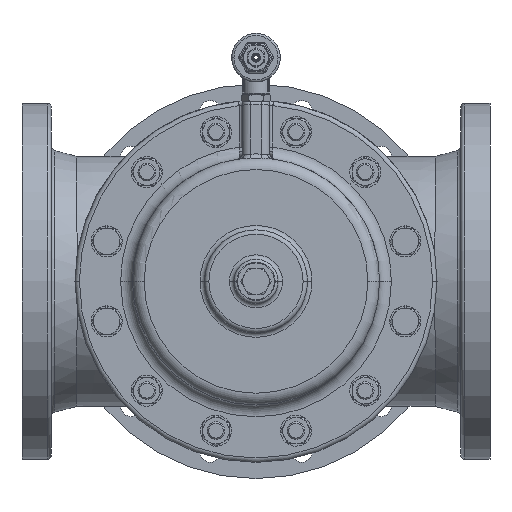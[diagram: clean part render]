
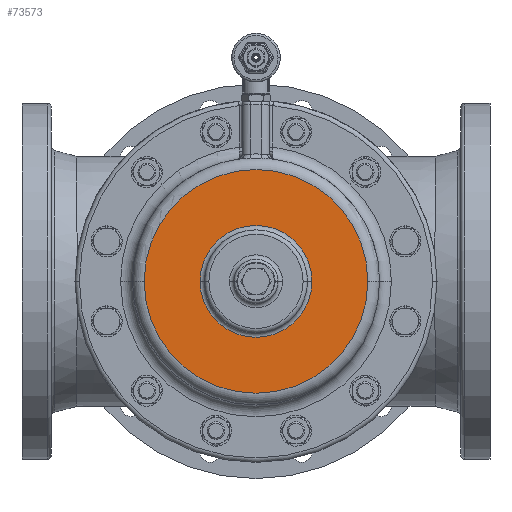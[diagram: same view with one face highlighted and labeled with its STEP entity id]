
A CAD part, front view. The second image highlights one B-rep face of the part: STEP entity #73573.
In plain terms, the highlighted planar face has unit normal (0, -1, 0).
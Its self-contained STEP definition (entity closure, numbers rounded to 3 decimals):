
#1365 = VERTEX_POINT ( 'NONE', #2511 ) ;
#1437 = VERTEX_POINT ( 'NONE', #2788 ) ;
#1567 = VERTEX_POINT ( 'NONE', #2635 ) ;
#1639 = VERTEX_POINT ( 'NONE', #2535 ) ;
#2511 = CARTESIAN_POINT ( 'NONE',  ( -38., -304., 0. ) ) ;
#2535 = CARTESIAN_POINT ( 'NONE',  ( -76., -304., 0. ) ) ;
#2635 = CARTESIAN_POINT ( 'NONE',  ( 76., -304., 0. ) ) ;
#2788 = CARTESIAN_POINT ( 'NONE',  ( 38., -304., 0. ) ) ;
#11382 = CIRCLE ( 'NONE', #52759, 76. ) ;
#11435 = CIRCLE ( 'NONE', #52808, 38. ) ;
#13968 = EDGE_LOOP ( 'NONE', ( #70143, #70144 ) ) ;
#14132 = EDGE_LOOP ( 'NONE', ( #70142, #70097 ) ) ;
#17500 = FACE_BOUND ( 'NONE', #13968, .T. ) ;
#17512 = FACE_OUTER_BOUND ( 'NONE', #14132, .T. ) ;
#18371 = AXIS2_PLACEMENT_3D ( 'NONE', #45802, #45805, #45806 ) ;
#18382 = AXIS2_PLACEMENT_3D ( 'NONE', #45864, #45867, #45868 ) ;
#19010 = CIRCLE ( 'NONE', #18371, 76. ) ;
#19037 = CIRCLE ( 'NONE', #18382, 38. ) ;
#38144 = EDGE_CURVE ( 'NONE', #1639, #1567, #19010, .T. ) ;
#38159 = EDGE_CURVE ( 'NONE', #1365, #1437, #19037, .T. ) ;
#39812 = CARTESIAN_POINT ( 'NONE',  ( 0., -304., 0. ) ) ;
#39815 = DIRECTION ( 'NONE',  ( 0., -1., 0. ) ) ;
#39816 = DIRECTION ( 'NONE',  ( -1., 0., 0. ) ) ;
#45802 = CARTESIAN_POINT ( 'NONE',  ( 0., -304., 0. ) ) ;
#45805 = DIRECTION ( 'NONE',  ( 0., -1., 0. ) ) ;
#45806 = DIRECTION ( 'NONE',  ( -1., 0., 0. ) ) ;
#45864 = CARTESIAN_POINT ( 'NONE',  ( 0., -304., 0. ) ) ;
#45867 = DIRECTION ( 'NONE',  ( 0., 1., 0. ) ) ;
#45868 = DIRECTION ( 'NONE',  ( -1., 0., 0. ) ) ;
#50743 = EDGE_CURVE ( 'NONE', #1567, #1639, #11382, .T. ) ;
#50783 = EDGE_CURVE ( 'NONE', #1437, #1365, #11435, .T. ) ;
#52759 = AXIS2_PLACEMENT_3D ( 'NONE', #39812, #39815, #39816 ) ;
#52808 = AXIS2_PLACEMENT_3D ( 'NONE', #75007, #75010, #75012 ) ;
#66764 = CARTESIAN_POINT ( 'NONE',  ( 0., -304., -84. ) ) ;
#66766 = PLANE ( 'NONE',  #76211 ) ;
#66781 = DIRECTION ( 'NONE',  ( 0., 1., 0. ) ) ;
#66783 = DIRECTION ( 'NONE',  ( -1., 0., 0. ) ) ;
#70097 = ORIENTED_EDGE ( 'NONE', *, *, #50743, .T. ) ;
#70142 = ORIENTED_EDGE ( 'NONE', *, *, #38144, .T. ) ;
#70143 = ORIENTED_EDGE ( 'NONE', *, *, #38159, .T. ) ;
#70144 = ORIENTED_EDGE ( 'NONE', *, *, #50783, .T. ) ;
#73573 = ADVANCED_FACE ( 'NONE', ( #17500, #17512 ), #66766, .F. ) ;
#75007 = CARTESIAN_POINT ( 'NONE',  ( 0., -304., 0. ) ) ;
#75010 = DIRECTION ( 'NONE',  ( 0., 1., 0. ) ) ;
#75012 = DIRECTION ( 'NONE',  ( -1., 0., 0. ) ) ;
#76211 = AXIS2_PLACEMENT_3D ( 'NONE', #66764, #66781, #66783 ) ;
